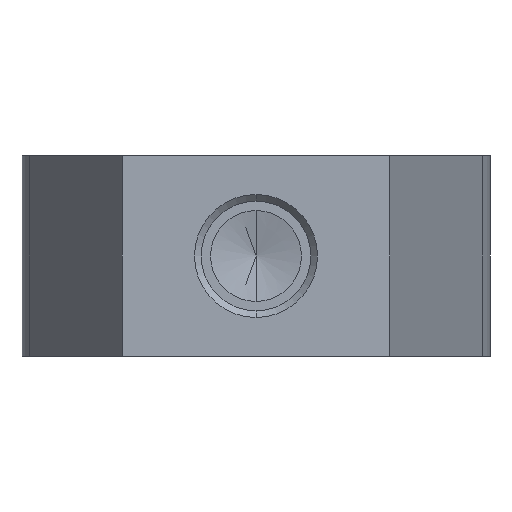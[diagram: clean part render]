
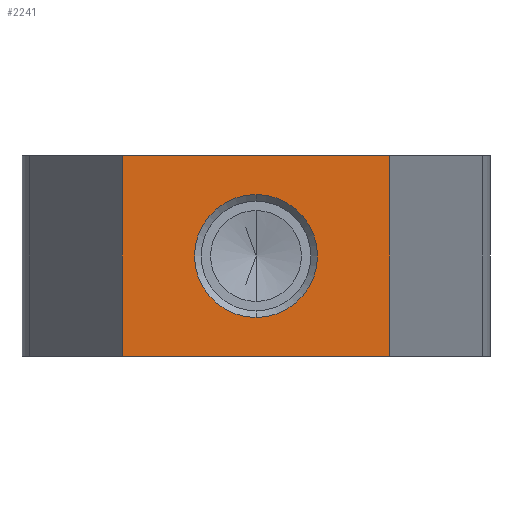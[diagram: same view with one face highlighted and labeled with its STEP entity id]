
A CAD part, front view. The second image highlights one B-rep face of the part: STEP entity #2241.
In plain terms, the highlighted planar face has unit normal (0, -1, 0).
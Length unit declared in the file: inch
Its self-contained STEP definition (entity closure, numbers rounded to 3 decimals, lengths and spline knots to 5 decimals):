
#29 = CARTESIAN_POINT ( 'NONE',  ( 0.2, -0.63, 0. ) ) ;
#188 = CARTESIAN_POINT ( 'NONE',  ( -0.2, -0.63, -0.3 ) ) ;
#927 = VECTOR ( 'NONE', #1663, 39.37008 ) ;
#1213 = DIRECTION ( 'NONE',  ( 0., 0., -1. ) ) ;
#1580 = CARTESIAN_POINT ( 'NONE',  ( -0.2, -0.63, 0. ) ) ;
#1663 = DIRECTION ( 'NONE',  ( 0., 0., 1. ) ) ;
#1719 = AXIS2_PLACEMENT_3D ( 'NONE', #8234, #1843, #10108 ) ;
#1787 = VECTOR ( 'NONE', #13506, 39.37008 ) ;
#1843 = DIRECTION ( 'NONE',  ( 0., 1., 0. ) ) ;
#2241 = ADVANCED_FACE ( 'NONE', ( #9280, #11277 ), #3869, .T. ) ;
#2471 = ORIENTED_EDGE ( 'NONE', *, *, #5359, .F. ) ;
#2496 = VERTEX_POINT ( 'NONE', #29 ) ;
#2602 = VERTEX_POINT ( 'NONE', #10928 ) ;
#3344 = CARTESIAN_POINT ( 'NONE',  ( -0.2, -0.63, -0.3 ) ) ;
#3619 = LINE ( 'NONE', #11953, #5760 ) ;
#3869 = PLANE ( 'NONE',  #12873 ) ;
#4016 = EDGE_LOOP ( 'NONE', ( #8495, #2471, #4706, #5845 ) ) ;
#4126 = VERTEX_POINT ( 'NONE', #5704 ) ;
#4281 = DIRECTION ( 'NONE',  ( 0., 1., 0. ) ) ;
#4321 = CIRCLE ( 'NONE', #1719, 0.092 ) ;
#4391 = VECTOR ( 'NONE', #11694, 39.37008 ) ;
#4706 = ORIENTED_EDGE ( 'NONE', *, *, #7868, .T. ) ;
#5185 = CARTESIAN_POINT ( 'NONE',  ( -0.2, -0.63, -0.3 ) ) ;
#5359 = EDGE_CURVE ( 'NONE', #4126, #14384, #11659, .T. ) ;
#5500 = DIRECTION ( 'NONE',  ( 1., 0., 0. ) ) ;
#5684 = AXIS2_PLACEMENT_3D ( 'NONE', #10670, #4281, #12560 ) ;
#5704 = CARTESIAN_POINT ( 'NONE',  ( -0.2, -0.63, -0.3 ) ) ;
#5760 = VECTOR ( 'NONE', #5500, 39.37008 ) ;
#5845 = ORIENTED_EDGE ( 'NONE', *, *, #13522, .T. ) ;
#6977 = CARTESIAN_POINT ( 'NONE',  ( 0.2, -0.63, -0.3 ) ) ;
#7556 = DIRECTION ( 'NONE',  ( 0., -1., 0. ) ) ;
#7842 = EDGE_LOOP ( 'NONE', ( #13360, #9184 ) ) ;
#7868 = EDGE_CURVE ( 'NONE', #4126, #10881, #9720, .T. ) ;
#8038 = CARTESIAN_POINT ( 'NONE',  ( 0.2, -0.63, -0.3 ) ) ;
#8234 = CARTESIAN_POINT ( 'NONE',  ( 0., -0.63, -0.15 ) ) ;
#8351 = CIRCLE ( 'NONE', #5684, 0.092 ) ;
#8495 = ORIENTED_EDGE ( 'NONE', *, *, #11935, .F. ) ;
#9184 = ORIENTED_EDGE ( 'NONE', *, *, #12589, .T. ) ;
#9280 = FACE_BOUND ( 'NONE', #7842, .T. ) ;
#9720 = LINE ( 'NONE', #3344, #4391 ) ;
#10108 = DIRECTION ( 'NONE',  ( 0., 0., -1. ) ) ;
#10117 = VERTEX_POINT ( 'NONE', #12592 ) ;
#10670 = CARTESIAN_POINT ( 'NONE',  ( 0., -0.63, -0.15 ) ) ;
#10881 = VERTEX_POINT ( 'NONE', #6977 ) ;
#10928 = CARTESIAN_POINT ( 'NONE',  ( 0., -0.63, -0.242 ) ) ;
#11277 = FACE_OUTER_BOUND ( 'NONE', #4016, .T. ) ;
#11659 = LINE ( 'NONE', #5185, #1787 ) ;
#11694 = DIRECTION ( 'NONE',  ( 1., 0., 0. ) ) ;
#11795 = EDGE_CURVE ( 'NONE', #2602, #10117, #8351, .T. ) ;
#11935 = EDGE_CURVE ( 'NONE', #14384, #2496, #3619, .T. ) ;
#11953 = CARTESIAN_POINT ( 'NONE',  ( -0.2, -0.63, 0. ) ) ;
#12560 = DIRECTION ( 'NONE',  ( 0., 0., -1. ) ) ;
#12589 = EDGE_CURVE ( 'NONE', #10117, #2602, #4321, .T. ) ;
#12592 = CARTESIAN_POINT ( 'NONE',  ( 0., -0.63, -0.058 ) ) ;
#12873 = AXIS2_PLACEMENT_3D ( 'NONE', #188, #7556, #1213 ) ;
#13360 = ORIENTED_EDGE ( 'NONE', *, *, #11795, .T. ) ;
#13506 = DIRECTION ( 'NONE',  ( 0., 0., 1. ) ) ;
#13522 = EDGE_CURVE ( 'NONE', #10881, #2496, #14446, .T. ) ;
#14384 = VERTEX_POINT ( 'NONE', #1580 ) ;
#14446 = LINE ( 'NONE', #8038, #927 ) ;
